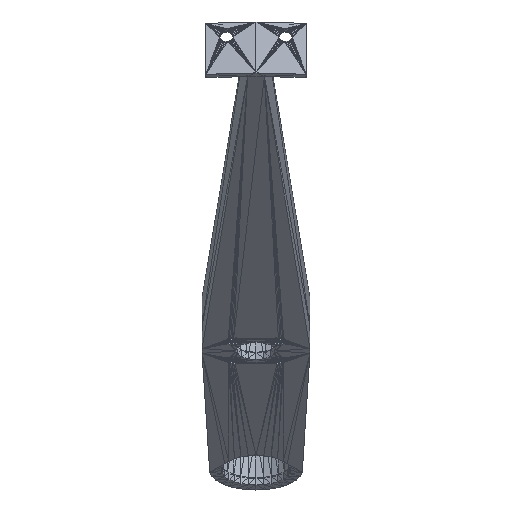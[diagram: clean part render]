
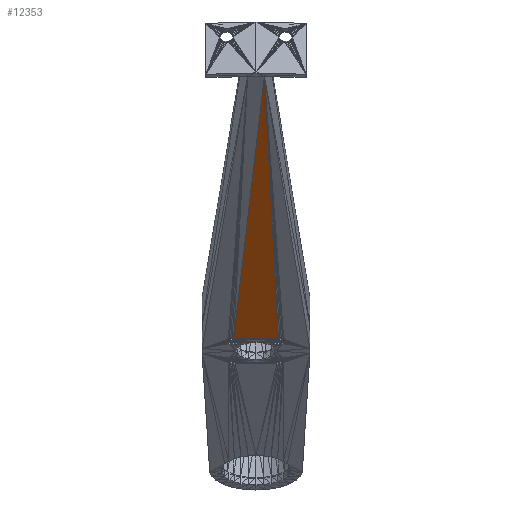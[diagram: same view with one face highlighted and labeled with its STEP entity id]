
A CAD part, top view. The second image highlights one B-rep face of the part: STEP entity #12353.
In plain terms, the highlighted planar face has unit normal (0, -0.906, 0.423).
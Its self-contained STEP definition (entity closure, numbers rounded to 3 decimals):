
#207 = VERTEX_POINT('',#208);
#208 = CARTESIAN_POINT('',(2.088,52.34,
    151.804));
#6430 = VERTEX_POINT('',#6431);
#6431 = CARTESIAN_POINT('',(-5.565,-12.559,
    12.627));
#6437 = EDGE_CURVE('',#6430,#207,#6438,.T.);
#6438 = LINE('',#6439,#6440);
#6439 = CARTESIAN_POINT('',(-5.565,-12.559,
    12.627));
#6440 = VECTOR('',#6441,1.);
#6441 = DIRECTION('',(0.05,0.422,0.905)
  );
#7075 = VERTEX_POINT('',#7076);
#7076 = CARTESIAN_POINT('',(5.565,-12.559,
    12.627));
#7082 = EDGE_CURVE('',#7075,#6430,#7083,.T.);
#7083 = LINE('',#7084,#7085);
#7084 = CARTESIAN_POINT('',(5.565,-12.559,
    12.627));
#7085 = VECTOR('',#7086,1.);
#7086 = DIRECTION('',(-1.,0.,0.));
#12353 = ADVANCED_FACE('',(#12354),#12364,.T.);
#12354 = FACE_BOUND('',#12355,.T.);
#12355 = EDGE_LOOP('',(#12356,#12362,#12363));
#12356 = ORIENTED_EDGE('',*,*,#12357,.T.);
#12357 = EDGE_CURVE('',#7075,#207,#12358,.T.);
#12358 = LINE('',#12359,#12360);
#12359 = CARTESIAN_POINT('',(5.565,-12.559,
    12.627));
#12360 = VECTOR('',#12361,1.);
#12361 = DIRECTION('',(-0.023,0.423,0.906
    ));
#12362 = ORIENTED_EDGE('',*,*,#6437,.F.);
#12363 = ORIENTED_EDGE('',*,*,#7082,.F.);
#12364 = PLANE('',#12365);
#12365 = AXIS2_PLACEMENT_3D('',#12366,#12367,#12368);
#12366 = CARTESIAN_POINT('',(1.006,18.756,
    79.784));
#12367 = DIRECTION('',(0.,-0.906,
    0.423));
#12368 = DIRECTION('',(0.,-0.423,-0.906));
